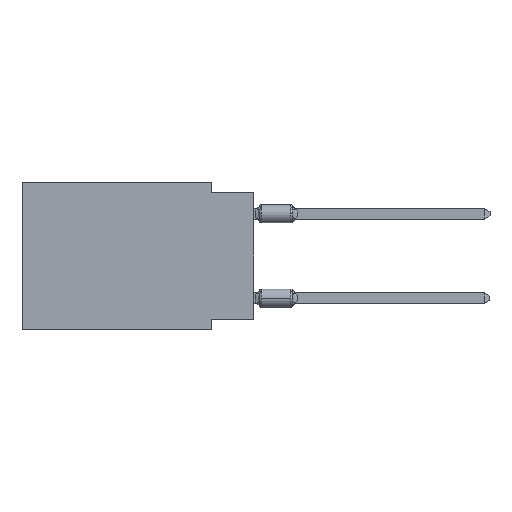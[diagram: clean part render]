
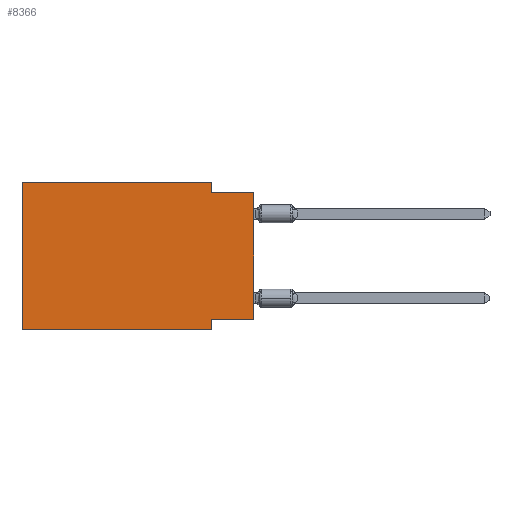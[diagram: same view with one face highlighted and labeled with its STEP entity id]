
A CAD part, left-side view. The second image highlights one B-rep face of the part: STEP entity #8366.
In plain terms, the highlighted planar face has unit normal (-1, 0, 0).
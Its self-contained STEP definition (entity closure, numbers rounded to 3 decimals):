
#1193 = LINE ( 'NONE', #6582, #6111 ) ;
#1247 = EDGE_CURVE ( 'NONE', #3232, #6746, #3299, .T. ) ;
#1857 = ORIENTED_EDGE ( 'NONE', *, *, #17102, .T. ) ;
#1927 = VECTOR ( 'NONE', #7706, 1000. ) ;
#2142 = VECTOR ( 'NONE', #8172, 1000. ) ;
#2894 = EDGE_CURVE ( 'NONE', #6746, #16279, #14452, .T. ) ;
#2940 = EDGE_LOOP ( 'NONE', ( #1857, #12721, #11455, #3886, #9415, #4192, #15476, #10942 ) ) ;
#3232 = VERTEX_POINT ( 'NONE', #12569 ) ;
#3233 = LINE ( 'NONE', #15939, #1927 ) ;
#3299 = LINE ( 'NONE', #15487, #16887 ) ;
#3396 = VECTOR ( 'NONE', #10375, 1000. ) ;
#3454 = EDGE_CURVE ( 'NONE', #11605, #16999, #11842, .T. ) ;
#3598 = DIRECTION ( 'NONE',  ( 0., 0., -1. ) ) ;
#3886 = ORIENTED_EDGE ( 'NONE', *, *, #2894, .F. ) ;
#4055 = CARTESIAN_POINT ( 'NONE',  ( 0., 2.54, -8.255 ) ) ;
#4192 = ORIENTED_EDGE ( 'NONE', *, *, #6429, .T. ) ;
#4197 = DIRECTION ( 'NONE',  ( 0., 0., -1. ) ) ;
#4795 = CARTESIAN_POINT ( 'NONE',  ( 0., 13.97, -8.89 ) ) ;
#4892 = DIRECTION ( 'NONE',  ( 0., -1., 0. ) ) ;
#5720 = VERTEX_POINT ( 'NONE', #8305 ) ;
#6111 = VECTOR ( 'NONE', #8046, 1000. ) ;
#6429 = EDGE_CURVE ( 'NONE', #3232, #10722, #11844, .T. ) ;
#6582 = CARTESIAN_POINT ( 'NONE',  ( 0., 2.54, -8.89 ) ) ;
#6746 = VERTEX_POINT ( 'NONE', #17561 ) ;
#7706 = DIRECTION ( 'NONE',  ( 0., 1., 0. ) ) ;
#7822 = LINE ( 'NONE', #11850, #11847 ) ;
#8046 = DIRECTION ( 'NONE',  ( 0., 0., -1. ) ) ;
#8172 = DIRECTION ( 'NONE',  ( 0., 0., 1. ) ) ;
#8305 = CARTESIAN_POINT ( 'NONE',  ( 0., 0., -8.255 ) ) ;
#8366 = ADVANCED_FACE ( 'NONE', ( #17942 ), #12529, .F. ) ;
#9335 = VECTOR ( 'NONE', #11788, 1000. ) ;
#9415 = ORIENTED_EDGE ( 'NONE', *, *, #1247, .F. ) ;
#9666 = EDGE_CURVE ( 'NONE', #16279, #11605, #7822, .T. ) ;
#10029 = EDGE_CURVE ( 'NONE', #5720, #12110, #3233, .T. ) ;
#10375 = DIRECTION ( 'NONE',  ( 0., -1., 0. ) ) ;
#10550 = CARTESIAN_POINT ( 'NONE',  ( 0., 0., -0.635 ) ) ;
#10722 = VERTEX_POINT ( 'NONE', #12946 ) ;
#10942 = ORIENTED_EDGE ( 'NONE', *, *, #10029, .F. ) ;
#11158 = CARTESIAN_POINT ( 'NONE',  ( 0., 13.97, 0. ) ) ;
#11455 = ORIENTED_EDGE ( 'NONE', *, *, #9666, .F. ) ;
#11605 = VERTEX_POINT ( 'NONE', #14737 ) ;
#11788 = DIRECTION ( 'NONE',  ( 0., -1., 0. ) ) ;
#11842 = LINE ( 'NONE', #17432, #15785 ) ;
#11844 = LINE ( 'NONE', #4795, #3396 ) ;
#11847 = VECTOR ( 'NONE', #3598, 1000. ) ;
#11850 = CARTESIAN_POINT ( 'NONE',  ( 0., 2.54, 0. ) ) ;
#12110 = VERTEX_POINT ( 'NONE', #4055 ) ;
#12529 = PLANE ( 'NONE',  #15000 ) ;
#12569 = CARTESIAN_POINT ( 'NONE',  ( 0., 13.97, -8.89 ) ) ;
#12721 = ORIENTED_EDGE ( 'NONE', *, *, #3454, .F. ) ;
#12946 = CARTESIAN_POINT ( 'NONE',  ( 0., 2.54, -8.89 ) ) ;
#12947 = EDGE_CURVE ( 'NONE', #12110, #10722, #1193, .T. ) ;
#13480 = CARTESIAN_POINT ( 'NONE',  ( 0., 0., 0. ) ) ;
#13788 = CARTESIAN_POINT ( 'NONE',  ( 0., 2.54, 0. ) ) ;
#14019 = DIRECTION ( 'NONE',  ( 0., 0., 1. ) ) ;
#14277 = CARTESIAN_POINT ( 'NONE',  ( 0., 13.97, 0. ) ) ;
#14452 = LINE ( 'NONE', #14277, #9335 ) ;
#14737 = CARTESIAN_POINT ( 'NONE',  ( 0., 2.54, -0.635 ) ) ;
#15000 = AXIS2_PLACEMENT_3D ( 'NONE', #11158, #16748, #4197 ) ;
#15476 = ORIENTED_EDGE ( 'NONE', *, *, #12947, .F. ) ;
#15487 = CARTESIAN_POINT ( 'NONE',  ( 0., 13.97, 0. ) ) ;
#15785 = VECTOR ( 'NONE', #4892, 1000. ) ;
#15939 = CARTESIAN_POINT ( 'NONE',  ( 0., 0., -8.255 ) ) ;
#16279 = VERTEX_POINT ( 'NONE', #13788 ) ;
#16748 = DIRECTION ( 'NONE',  ( 1., 0., 0. ) ) ;
#16887 = VECTOR ( 'NONE', #14019, 1000. ) ;
#16999 = VERTEX_POINT ( 'NONE', #10550 ) ;
#17102 = EDGE_CURVE ( 'NONE', #5720, #16999, #18058, .T. ) ;
#17432 = CARTESIAN_POINT ( 'NONE',  ( 0., 0., -0.635 ) ) ;
#17561 = CARTESIAN_POINT ( 'NONE',  ( 0., 13.97, 0. ) ) ;
#17942 = FACE_OUTER_BOUND ( 'NONE', #2940, .T. ) ;
#18058 = LINE ( 'NONE', #13480, #2142 ) ;
